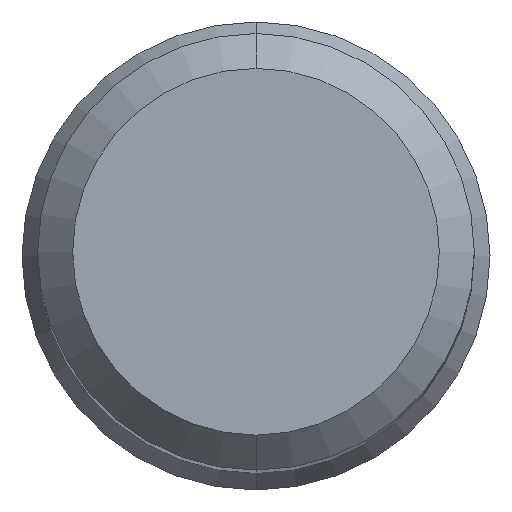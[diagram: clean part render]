
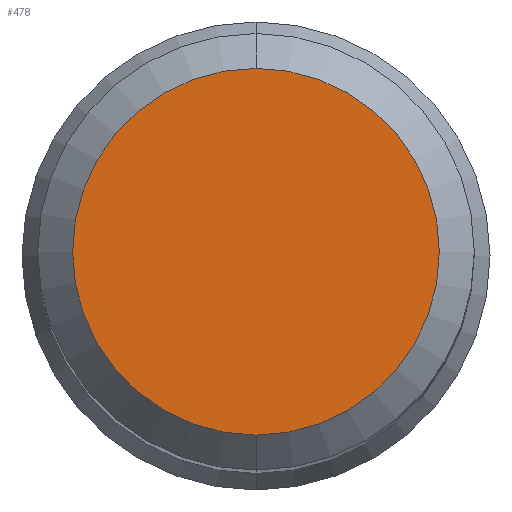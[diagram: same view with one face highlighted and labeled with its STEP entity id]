
A CAD part, top view. The second image highlights one B-rep face of the part: STEP entity #478.
In plain terms, the highlighted planar face has unit normal (0, 0, 1).
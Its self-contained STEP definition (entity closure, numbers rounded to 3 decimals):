
#221=CARTESIAN_POINT('',(0.,0.,50.));
#222=DIRECTION('',(0.,0.,1.));
#223=DIRECTION('',(0.,1.,0.));
#224=AXIS2_PLACEMENT_3D('',#221,#222,#223);
#229=CARTESIAN_POINT('',(0.,0.,50.));
#230=DIRECTION('',(0.,0.,-1.));
#231=DIRECTION('',(0.,1.,0.));
#232=AXIS2_PLACEMENT_3D('',#229,#230,#231);
#261=CARTESIAN_POINT('',(0.,5.25,50.));
#262=VERTEX_POINT('',#261);
#263=CARTESIAN_POINT('',(0.,-5.25,50.));
#264=VERTEX_POINT('',#263);
#469=CARTESIAN_POINT('',(0.,0.,50.));
#470=DIRECTION('',(0.,0.,-1.));
#471=DIRECTION('',(0.,-1.,0.));
#472=AXIS2_PLACEMENT_3D('',#469,#470,#471);
#473=PLANE('',#472);
#474=ORIENTED_EDGE('',*,*,#462,.F.);
#475=ORIENTED_EDGE('',*,*,#451,.T.);
#476=EDGE_LOOP('',(#474,#475));
#477=FACE_OUTER_BOUND('',#476,.F.);
#225=CIRCLE('',#224,5.25);
#233=CIRCLE('',#232,5.25);
#451=EDGE_CURVE('',#262,#264,#233,.T.);
#462=EDGE_CURVE('',#262,#264,#225,.T.);
#478=ADVANCED_FACE('',(#477),#473,.F.);
